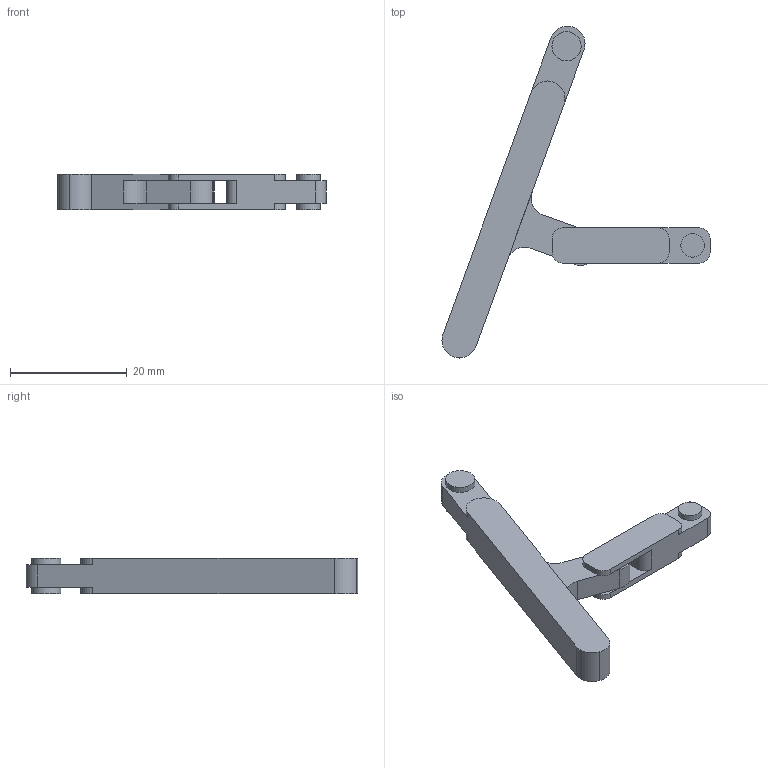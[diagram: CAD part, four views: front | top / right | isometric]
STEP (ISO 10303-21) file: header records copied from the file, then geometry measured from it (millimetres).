
FILE_DESCRIPTION(('Open CASCADE Model'),'2;1');
FILE_NAME('Open CASCADE Shape Model','2024-10-26T01:54:14',('Author'),( 'Open CASCADE'),'Open CASCADE STEP processor 7.7','Open CASCADE 7.7' ,'Unknown');
FILE_SCHEMA(('AUTOMOTIVE_DESIGN { 1 0 10303 214 1 1 1 1 }'));
Length unit declared in the file: millimetre
Products named in the file (1): COMPOUND
Bounding box: 45.84 x 56.75 x 6 mm (x, y, z)
Volume: 3012.6 mm3; surface area: 2499.1 mm2
Topology: 2 solids, 2 shells, 63 faces, 162 edges, 108 vertices
Faces by surface type: plane 33, cylinder 30
Full cylindrical faces by diameter (mm): 3.8 x1, 4 x3, 5 x2
Entity records: 4138 total; most frequent: CARTESIAN_POINT 830, DIRECTION 642, LINE 362, VECTOR 362, ORIENTED_EDGE 324, PCURVE 324, DEFINITIONAL_REPRESENTATION 324, EDGE_CURVE 162
